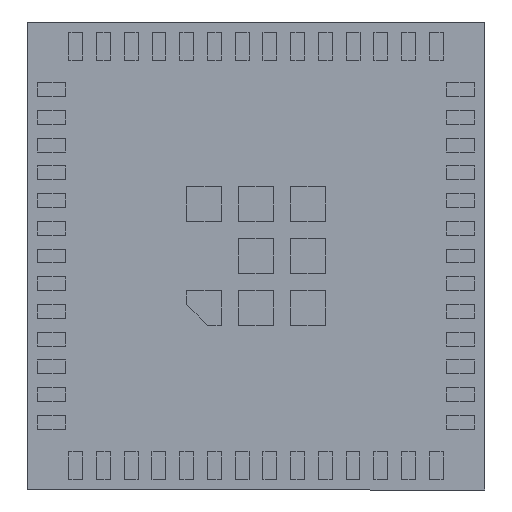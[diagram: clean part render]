
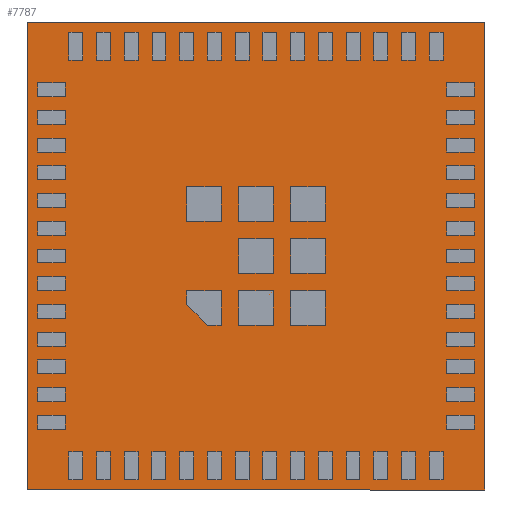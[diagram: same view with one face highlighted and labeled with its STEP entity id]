
A CAD part, front view. The second image highlights one B-rep face of the part: STEP entity #7787.
In plain terms, the highlighted planar face has unit normal (0, -1, 0).
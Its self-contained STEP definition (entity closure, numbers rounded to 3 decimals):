
#11 = ORIENTED_EDGE ( 'NONE', *, *, #9596, .T. ) ;
#79 = CARTESIAN_POINT ( 'NONE',  ( 6.6, 0.1, 0. ) ) ;
#237 = ORIENTED_EDGE ( 'NONE', *, *, #9780, .F. ) ;
#320 = VECTOR ( 'NONE', #527, 1000. ) ;
#351 = DIRECTION ( 'NONE',  ( 1., 0., 0. ) ) ;
#434 = CARTESIAN_POINT ( 'NONE',  ( -6.3, 0.1, -2.3 ) ) ;
#527 = DIRECTION ( 'NONE',  ( 0., 0., -1. ) ) ;
#561 = FACE_BOUND ( 'NONE', #2170, .T. ) ;
#582 = VERTEX_POINT ( 'NONE', #3738 ) ;
#1184 = ORIENTED_EDGE ( 'NONE', *, *, #11199, .T. ) ;
#1370 = VECTOR ( 'NONE', #7119, 1000. ) ;
#1719 = DIRECTION ( 'NONE',  ( -1., 0., 0. ) ) ;
#1879 = CARTESIAN_POINT ( 'NONE',  ( 0., 0.1, -1.9 ) ) ;
#2006 = VERTEX_POINT ( 'NONE', #6388 ) ;
#2051 = EDGE_CURVE ( 'NONE', #582, #3313, #5786, .T. ) ;
#2084 = CARTESIAN_POINT ( 'NONE',  ( -6.6, 0.1, -4.05 ) ) ;
#2170 = EDGE_LOOP ( 'NONE', ( #11, #3740, #7460, #5669 ) ) ;
#2788 = CARTESIAN_POINT ( 'NONE',  ( -6.3, 0.1, 0. ) ) ;
#2944 = CARTESIAN_POINT ( 'NONE',  ( 0., 0.1, 0. ) ) ;
#3173 = LINE ( 'NONE', #10824, #4636 ) ;
#3313 = VERTEX_POINT ( 'NONE', #2084 ) ;
#3738 = CARTESIAN_POINT ( 'NONE',  ( 6.6, 0.1, -4.05 ) ) ;
#3740 = ORIENTED_EDGE ( 'NONE', *, *, #9313, .T. ) ;
#3768 = VECTOR ( 'NONE', #1719, 1000. ) ;
#3836 = CARTESIAN_POINT ( 'NONE',  ( -5.5, 0.1, -1.9 ) ) ;
#3983 = DIRECTION ( 'NONE',  ( -1., 0., 0. ) ) ;
#4026 = DIRECTION ( 'NONE',  ( -1., 0., 0. ) ) ;
#4057 = LINE ( 'NONE', #10091, #320 ) ;
#4355 = VERTEX_POINT ( 'NONE', #11171 ) ;
#4636 = VECTOR ( 'NONE', #3983, 1000. ) ;
#4707 = DIRECTION ( 'NONE',  ( 0., 1., 0. ) ) ;
#4743 = EDGE_LOOP ( 'NONE', ( #7991, #1184, #8886, #237 ) ) ;
#4759 = VERTEX_POINT ( 'NONE', #9378 ) ;
#4831 = AXIS2_PLACEMENT_3D ( 'NONE', #2944, #4707, #8991 ) ;
#5057 = EDGE_CURVE ( 'NONE', #10035, #4355, #9014, .T. ) ;
#5226 = VECTOR ( 'NONE', #351, 1000. ) ;
#5613 = FACE_OUTER_BOUND ( 'NONE', #4743, .T. ) ;
#5669 = ORIENTED_EDGE ( 'NONE', *, *, #5057, .T. ) ;
#5699 = CARTESIAN_POINT ( 'NONE',  ( -6.6, 0.1, 9.45 ) ) ;
#5786 = LINE ( 'NONE', #10114, #8304 ) ;
#5791 = PLANE ( 'NONE',  #4831 ) ;
#6246 = DIRECTION ( 'NONE',  ( 0., 0., 1. ) ) ;
#6283 = VERTEX_POINT ( 'NONE', #3836 ) ;
#6388 = CARTESIAN_POINT ( 'NONE',  ( 6.6, 0.1, 9.45 ) ) ;
#6598 = VECTOR ( 'NONE', #6246, 1000. ) ;
#7119 = DIRECTION ( 'NONE',  ( 0., 0., 1. ) ) ;
#7460 = ORIENTED_EDGE ( 'NONE', *, *, #9046, .T. ) ;
#7693 = CARTESIAN_POINT ( 'NONE',  ( 0., 0.1, -2.3 ) ) ;
#7787 = ADVANCED_FACE ( 'NONE', ( #561, #5613 ), #5791, .F. ) ;
#7814 = EDGE_CURVE ( 'NONE', #2006, #8837, #3173, .T. ) ;
#7859 = LINE ( 'NONE', #79, #1370 ) ;
#7991 = ORIENTED_EDGE ( 'NONE', *, *, #2051, .F. ) ;
#8120 = LINE ( 'NONE', #1879, #5226 ) ;
#8304 = VECTOR ( 'NONE', #4026, 1000. ) ;
#8531 = LINE ( 'NONE', #7693, #3768 ) ;
#8837 = VERTEX_POINT ( 'NONE', #5699 ) ;
#8886 = ORIENTED_EDGE ( 'NONE', *, *, #7814, .T. ) ;
#8991 = DIRECTION ( 'NONE',  ( 0., 0., 1. ) ) ;
#9014 = LINE ( 'NONE', #2788, #6598 ) ;
#9046 = EDGE_CURVE ( 'NONE', #4759, #10035, #8531, .T. ) ;
#9313 = EDGE_CURVE ( 'NONE', #6283, #4759, #4057, .T. ) ;
#9339 = CARTESIAN_POINT ( 'NONE',  ( -6.6, 0.1, 0. ) ) ;
#9378 = CARTESIAN_POINT ( 'NONE',  ( -5.5, 0.1, -2.3 ) ) ;
#9596 = EDGE_CURVE ( 'NONE', #4355, #6283, #8120, .T. ) ;
#9780 = EDGE_CURVE ( 'NONE', #3313, #8837, #10354, .T. ) ;
#10035 = VERTEX_POINT ( 'NONE', #434 ) ;
#10091 = CARTESIAN_POINT ( 'NONE',  ( -5.5, 0.1, 0. ) ) ;
#10114 = CARTESIAN_POINT ( 'NONE',  ( 0., 0.1, -4.05 ) ) ;
#10266 = VECTOR ( 'NONE', #10405, 1000. ) ;
#10354 = LINE ( 'NONE', #9339, #10266 ) ;
#10405 = DIRECTION ( 'NONE',  ( 0., 0., 1. ) ) ;
#10824 = CARTESIAN_POINT ( 'NONE',  ( 0., 0.1, 9.45 ) ) ;
#11171 = CARTESIAN_POINT ( 'NONE',  ( -6.3, 0.1, -1.9 ) ) ;
#11199 = EDGE_CURVE ( 'NONE', #582, #2006, #7859, .T. ) ;
